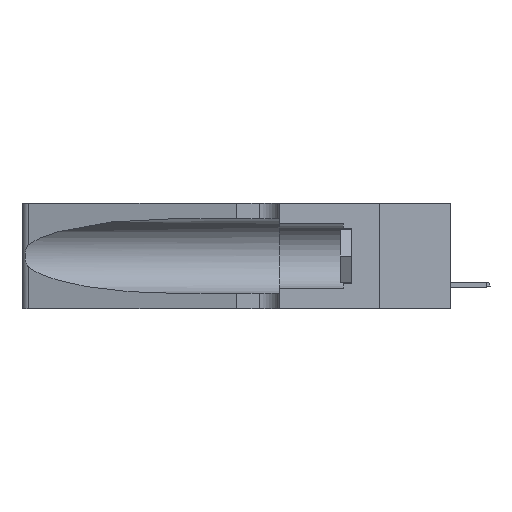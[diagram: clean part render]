
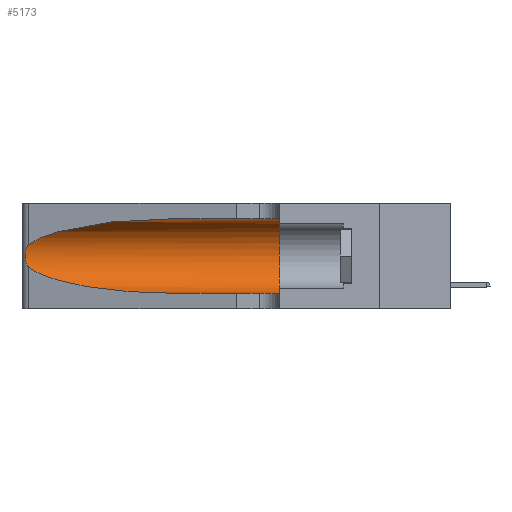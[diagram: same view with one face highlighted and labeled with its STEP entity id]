
A CAD part, left-side view. The second image highlights one B-rep face of the part: STEP entity #5173.
In plain terms, the highlighted cylindrical face has radius 3.308 mm (diameter 6.617 mm), a partial arc.
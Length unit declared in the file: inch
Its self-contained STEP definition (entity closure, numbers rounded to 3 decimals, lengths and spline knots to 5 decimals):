
#165 = CARTESIAN_POINT ( 'NONE',  ( 0.25639, 1.23186, 0.15144 ) ) ;
#257 = LINE ( 'NONE', #1740, #8016 ) ;
#285 = EDGE_CURVE ( 'NONE', #3285, #18112, #3078, .T. ) ;
#505 = EDGE_CURVE ( 'NONE', #20678, #17825, #257, .T. ) ;
#628 = VERTEX_POINT ( 'NONE', #9244 ) ;
#690 = ORIENTED_EDGE ( 'NONE', *, *, #9291, .T. ) ;
#1550 =( BOUNDED_CURVE ( )  B_SPLINE_CURVE ( 3, ( #13705, #20234, #10542, #5633 ),
 .UNSPECIFIED., .F., .F. ) 
 B_SPLINE_CURVE_WITH_KNOTS ( ( 4, 4 ),
 ( 1.5708, 2.84003 ),
 .UNSPECIFIED. ) 
 CURVE ( )  GEOMETRIC_REPRESENTATION_ITEM ( )  RATIONAL_B_SPLINE_CURVE ( ( 1., 0.87, 0.87, 1. ) ) 
 REPRESENTATION_ITEM ( '' )  );
#1740 = CARTESIAN_POINT ( 'NONE',  ( 0.1305, 1.61858, 0.31525 ) ) ;
#1788 = EDGE_LOOP ( 'NONE', ( #4063, #690, #11887, #4393, #5842, #11002 ) ) ;
#2117 = EDGE_CURVE ( 'NONE', #18112, #628, #14399, .T. ) ;
#2990 = CYLINDRICAL_SURFACE ( 'NONE', #16131, 0.13025 ) ;
#3078 =( BOUNDED_CURVE ( )  B_SPLINE_CURVE ( 3, ( #9229, #7490, #10859, #9117 ),
 .UNSPECIFIED., .F., .F. ) 
 B_SPLINE_CURVE_WITH_KNOTS ( ( 4, 4 ),
 ( 3.44316, 4.71239 ),
 .UNSPECIFIED. ) 
 CURVE ( )  GEOMETRIC_REPRESENTATION_ITEM ( )  RATIONAL_B_SPLINE_CURVE ( ( 1., 0.87, 0.87, 1. ) ) 
 REPRESENTATION_ITEM ( '' )  );
#3243 = CIRCLE ( 'NONE', #10189, 0.13025 ) ;
#3285 = VERTEX_POINT ( 'NONE', #15909 ) ;
#3423 = CARTESIAN_POINT ( 'NONE',  ( 0.26017, 1.23833, 0.17102 ) ) ;
#4063 = ORIENTED_EDGE ( 'NONE', *, *, #8563, .T. ) ;
#4288 = CARTESIAN_POINT ( 'NONE',  ( 0.1305, 0.35, 0.31525 ) ) ;
#4393 = ORIENTED_EDGE ( 'NONE', *, *, #2117, .T. ) ;
#4786 = B_SPLINE_CURVE_WITH_KNOTS ( 'NONE', 3,
 ( #11690, #5250, #18334, #11894, #21472, #19829, #6984, #8399, #3423, #16808, #15050, #165, #13412, #10259 ),
 .UNSPECIFIED., .F., .F.,
 ( 4, 2, 2, 2, 2, 2, 4 ),
 ( 0., 0.00027, 0.00053, 0.00107, 0.0016, 0.00187, 0.00214 ),
 .UNSPECIFIED. ) ;
#5173 = ADVANCED_FACE ( 'NONE', ( #14607 ), #2990, .F. ) ;
#5240 = VECTOR ( 'NONE', #21153, 39.37008 ) ;
#5250 = CARTESIAN_POINT ( 'NONE',  ( 0.25555, 1.22994, 0.2215 ) ) ;
#5633 = CARTESIAN_POINT ( 'NONE',  ( 0.25487, 1.22718, 0.22369 ) ) ;
#5842 = ORIENTED_EDGE ( 'NONE', *, *, #21049, .F. ) ;
#6984 = CARTESIAN_POINT ( 'NONE',  ( 0.26075, 1.23896, 0.19203 ) ) ;
#7490 = CARTESIAN_POINT ( 'NONE',  ( 0.2373, 1.15595, 0.08982 ) ) ;
#8016 = VECTOR ( 'NONE', #13607, 39.37008 ) ;
#8399 = CARTESIAN_POINT ( 'NONE',  ( 0.26075, 1.23896, 0.178 ) ) ;
#8563 = EDGE_CURVE ( 'NONE', #20678, #11306, #1550, .T. ) ;
#9117 = CARTESIAN_POINT ( 'NONE',  ( 0.1305, 0.72297, 0.05475 ) ) ;
#9229 = CARTESIAN_POINT ( 'NONE',  ( 0.25487, 1.22718, 0.14631 ) ) ;
#9244 = CARTESIAN_POINT ( 'NONE',  ( 0.1305, 0.35, 0.05475 ) ) ;
#9276 = CARTESIAN_POINT ( 'NONE',  ( 0.1305, 0.72297, 0.31525 ) ) ;
#9291 = EDGE_CURVE ( 'NONE', #11306, #3285, #4786, .T. ) ;
#9611 = DIRECTION ( 'NONE',  ( 0., -1., 0. ) ) ;
#9706 = DIRECTION ( 'NONE',  ( 0., 0., -1. ) ) ;
#10189 = AXIS2_PLACEMENT_3D ( 'NONE', #11842, #18496, #13785 ) ;
#10259 = CARTESIAN_POINT ( 'NONE',  ( 0.25487, 1.22718, 0.14631 ) ) ;
#10542 = CARTESIAN_POINT ( 'NONE',  ( 0.2373, 1.15595, 0.28018 ) ) ;
#10859 = CARTESIAN_POINT ( 'NONE',  ( 0.18966, 0.96281, 0.05475 ) ) ;
#11002 = ORIENTED_EDGE ( 'NONE', *, *, #505, .F. ) ;
#11306 = VERTEX_POINT ( 'NONE', #15734 ) ;
#11518 = CARTESIAN_POINT ( 'NONE',  ( 0.1305, 0.72297, 0.05475 ) ) ;
#11690 = CARTESIAN_POINT ( 'NONE',  ( 0.25487, 1.22718, 0.22369 ) ) ;
#11842 = CARTESIAN_POINT ( 'NONE',  ( 0.1305, 0.35, 0.185 ) ) ;
#11887 = ORIENTED_EDGE ( 'NONE', *, *, #285, .T. ) ;
#11894 = CARTESIAN_POINT ( 'NONE',  ( 0.25787, 1.23484, 0.2124 ) ) ;
#12997 = CARTESIAN_POINT ( 'NONE',  ( 0.1305, 1.61858, 0.185 ) ) ;
#13412 = CARTESIAN_POINT ( 'NONE',  ( 0.25555, 1.22993, 0.14849 ) ) ;
#13607 = DIRECTION ( 'NONE',  ( 0., -1., 0. ) ) ;
#13705 = CARTESIAN_POINT ( 'NONE',  ( 0.1305, 0.72297, 0.31525 ) ) ;
#13785 = DIRECTION ( 'NONE',  ( 0., 0., 1. ) ) ;
#14399 = LINE ( 'NONE', #17580, #5240 ) ;
#14607 = FACE_OUTER_BOUND ( 'NONE', #1788, .T. ) ;
#15050 = CARTESIAN_POINT ( 'NONE',  ( 0.25789, 1.23486, 0.15765 ) ) ;
#15734 = CARTESIAN_POINT ( 'NONE',  ( 0.25487, 1.22718, 0.22369 ) ) ;
#15909 = CARTESIAN_POINT ( 'NONE',  ( 0.25487, 1.22718, 0.14631 ) ) ;
#16131 = AXIS2_PLACEMENT_3D ( 'NONE', #12997, #9611, #9706 ) ;
#16808 = CARTESIAN_POINT ( 'NONE',  ( 0.25856, 1.23593, 0.16098 ) ) ;
#17580 = CARTESIAN_POINT ( 'NONE',  ( 0.1305, 1.61858, 0.05475 ) ) ;
#17825 = VERTEX_POINT ( 'NONE', #4288 ) ;
#18112 = VERTEX_POINT ( 'NONE', #11518 ) ;
#18334 = CARTESIAN_POINT ( 'NONE',  ( 0.25639, 1.23184, 0.21858 ) ) ;
#18496 = DIRECTION ( 'NONE',  ( 0., 1., 0. ) ) ;
#19829 = CARTESIAN_POINT ( 'NONE',  ( 0.26018, 1.23835, 0.19895 ) ) ;
#20234 = CARTESIAN_POINT ( 'NONE',  ( 0.18966, 0.96281, 0.31525 ) ) ;
#20678 = VERTEX_POINT ( 'NONE', #9276 ) ;
#21049 = EDGE_CURVE ( 'NONE', #17825, #628, #3243, .T. ) ;
#21153 = DIRECTION ( 'NONE',  ( 0., -1., 0. ) ) ;
#21472 = CARTESIAN_POINT ( 'NONE',  ( 0.25854, 1.2359, 0.20912 ) ) ;
